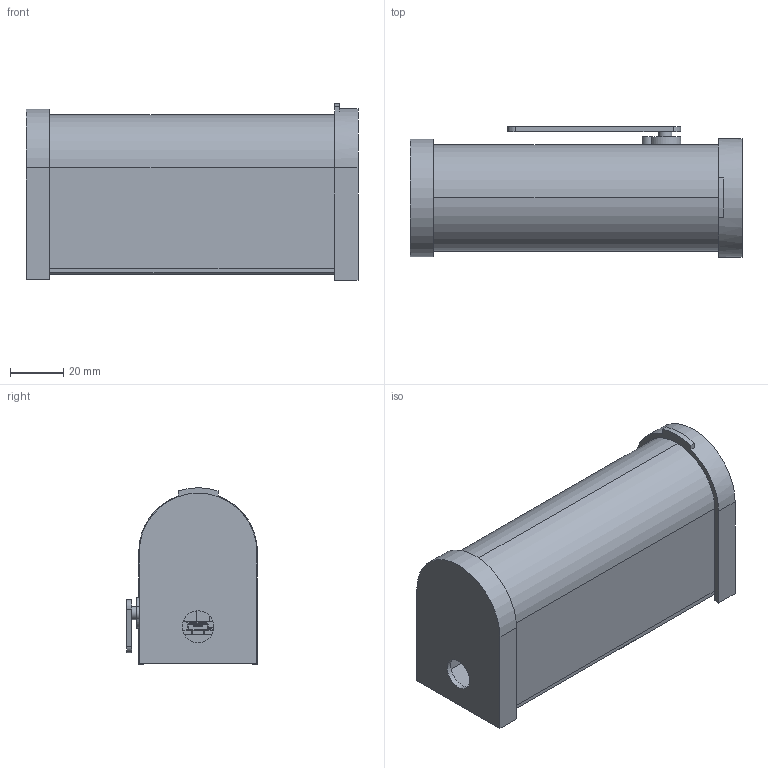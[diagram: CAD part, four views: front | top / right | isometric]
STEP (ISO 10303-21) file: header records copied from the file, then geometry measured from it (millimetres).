
FILE_DESCRIPTION(/* description */ (''),/* implementation_level */ '2;1');
FILE_NAME(/* name */ 'mailbox.step',/* time_stamp */ '2020-07-06T22:53:03-04:00',/* author */ (''),/* organization */ (''),/* preprocessor_version */ 'ST-DEVELOPER v18.1',/* originating_system */ 'Autodesk Translation Framework v9.3.0.1241',/* authorisation */ '');
FILE_SCHEMA (('AUTOMOTIVE_DESIGN { 1 0 10303 214 3 1 1 }'));
Length unit declared in the file: millimetre
Products named in the file (8): mailbox; mailbox_1; PCB Component; Board; MCP73831T-2ACI/OT; JSTPH; 20329; ESP32_WROOM32_SKINNY
Assembly tree (7 placements, depth 3):
  mailbox
    mailbox_1
    PCB Component
      Board
      MCP73831T-2ACI/OT
      JSTPH
      20329
      ESP32_WROOM32_SKINNY
Bounding box: 125.1 x 49.3 x 66.55 mm (x, y, z)
Volume: 73229.9 mm3; surface area: 73984.2 mm2
Topology: 16 solids, 16 shells, 1136 faces, 3258 edges, 2142 vertices
Faces by surface type: plane 820, cylinder 310, sphere 6
Full cylindrical faces by diameter (mm): 0.394 x1, 0.483 x6, 0.5 x91, 0.7 x2, 0.8 x2, 0.9 x28, 1 x1, 1.167 x3, 1.8 x2, 2.2 x7, 2.5 x2, 2.6 x1, 5 x2, 7 x4, 12 x1
Entity records: 37986 total; most frequent: CARTESIAN_POINT 6545, ORIENTED_EDGE 6504, DIRECTION 6190, EDGE_CURVE 3252, LINE 2616, VECTOR 2616, VERTEX_POINT 2142, AXIS2_PLACEMENT_3D 1787
